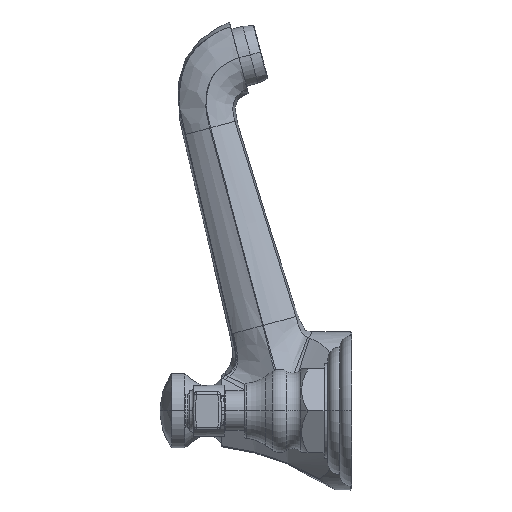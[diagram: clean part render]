
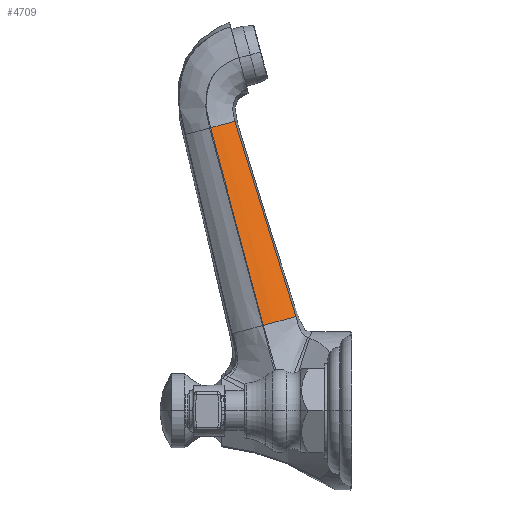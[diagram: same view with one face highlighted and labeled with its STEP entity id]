
A CAD part, left-side view. The second image highlights one B-rep face of the part: STEP entity #4709.
In plain terms, the highlighted free-form (B-spline) face has degree [3, 3] with [6, 7] control points.
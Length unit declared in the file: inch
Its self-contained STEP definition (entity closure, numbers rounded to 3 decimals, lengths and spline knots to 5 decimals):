
#311=CARTESIAN_POINT('',(-0.3732,1.83358,4.53495));
#312=CARTESIAN_POINT('',(-0.40356,1.87146,4.5248));
#313=CARTESIAN_POINT('',(-0.45845,1.95158,4.50333));
#314=CARTESIAN_POINT('',(-0.52042,2.08017,4.46887));
#315=CARTESIAN_POINT('',(-0.5482,2.17003,4.4448));
#316=CARTESIAN_POINT('',(-0.55849,2.21457,4.43286));
#358=CARTESIAN_POINT('',(-0.3732,1.83358,4.53495));
#1201=CARTESIAN_POINT('',(-0.39,0.87738,
1.476));
#1234=CARTESIAN_POINT('',(-0.62938,1.38781,
1.33923));
#1236=CARTESIAN_POINT('',(-0.62938,1.38781,
1.33923));
#1237=CARTESIAN_POINT('',(-0.62619,1.36445,
1.34551));
#1238=CARTESIAN_POINT('',(-0.61803,1.31792,
1.35818));
#1239=CARTESIAN_POINT('',(-0.60046,1.24887,
1.37683));
#1240=CARTESIAN_POINT('',(-0.57762,1.18105,
1.39493));
#1241=CARTESIAN_POINT('',(-0.54962,1.11493,
1.4125));
#1242=CARTESIAN_POINT('',(-0.51662,1.05104,
1.42973));
#1243=CARTESIAN_POINT('',(-0.47888,0.98975,
1.44613));
#1244=CARTESIAN_POINT('',(-0.43673,0.93151,
1.46161));
#1245=CARTESIAN_POINT('',(-0.40599,0.895,
1.47127));
#1246=CARTESIAN_POINT('',(-0.39,0.87738,
1.476));
#1267=CARTESIAN_POINT('',(-0.62938,1.38781,
1.33923));
#1268=CARTESIAN_POINT('',(-0.61558,1.47541,
1.66638));
#1269=CARTESIAN_POINT('',(-0.59051,1.66155,
2.36188));
#1270=CARTESIAN_POINT('',(-0.56675,1.93718,
3.39317));
#1271=CARTESIAN_POINT('',(-0.55975,2.12508,
4.09727));
#1272=CARTESIAN_POINT('',(-0.55849,2.21457,
4.43286));
#1274=CARTESIAN_POINT('',(-0.39,0.87738,
1.476));
#1275=CARTESIAN_POINT('',(-0.38957,0.89577,
1.53237));
#1276=CARTESIAN_POINT('',(-0.3883,0.9508,
1.70153));
#1277=CARTESIAN_POINT('',(-0.38467,1.11487,
2.20932));
#1278=CARTESIAN_POINT('',(-0.37976,1.36598,
3.00125));
#1279=CARTESIAN_POINT('',(-0.37596,1.61068,
3.79544));
#1280=CARTESIAN_POINT('',(-0.37399,1.76534,
4.3073));
#1281=CARTESIAN_POINT('',(-0.37339,1.81655,
4.47802));
#1282=CARTESIAN_POINT('',(-0.3732,1.83358,
4.53495));
#2009=VERTEX_POINT('',#1201);
#2013=VERTEX_POINT('',#1234);
#2041=VERTEX_POINT('',#358);
#2042=VERTEX_POINT('',#316);
#4659=CARTESIAN_POINT('',(-0.62938,1.38781,
1.33923));
#4660=CARTESIAN_POINT('',(-0.62216,1.43388,
1.51079));
#4661=CARTESIAN_POINT('',(-0.60215,1.57208,
2.02552));
#4662=CARTESIAN_POINT('',(-0.5771,1.80258,
2.88429));
#4663=CARTESIAN_POINT('',(-0.56316,2.03318,
3.74372));
#4664=CARTESIAN_POINT('',(-0.5598,2.17164,
4.25992));
#4665=CARTESIAN_POINT('',(-0.55923,2.21779,
4.432));
#4666=CARTESIAN_POINT('',(-0.62098,1.3262,
1.35573));
#4667=CARTESIAN_POINT('',(-0.61375,1.37349,
1.52697));
#4668=CARTESIAN_POINT('',(-0.59367,1.51518,
2.04076));
#4669=CARTESIAN_POINT('',(-0.56825,1.75067,
2.8982));
#4670=CARTESIAN_POINT('',(-0.55358,1.98515,
3.75659));
#4671=CARTESIAN_POINT('',(-0.54963,2.12543,
4.2723));
#4672=CARTESIAN_POINT('',(-0.54886,2.17214,
4.44423));
#4673=CARTESIAN_POINT('',(-0.5915,1.20305,
1.38874));
#4674=CARTESIAN_POINT('',(-0.58472,1.25277,
1.55932));
#4675=CARTESIAN_POINT('',(-0.56583,1.40145,
2.07123));
#4676=CARTESIAN_POINT('',(-0.54145,1.64698,
2.92599));
#4677=CARTESIAN_POINT('',(-0.52659,1.8893,
3.78227));
#4678=CARTESIAN_POINT('',(-0.52197,2.03333,
4.29698));
#4679=CARTESIAN_POINT('',(-0.5209,2.08117,
4.4686));
#4680=CARTESIAN_POINT('',(-0.51056,1.02937,
1.43527));
#4681=CARTESIAN_POINT('',(-0.50584,1.08231,
1.60499));
#4682=CARTESIAN_POINT('',(-0.4926,1.24024,
2.11442));
#4683=CARTESIAN_POINT('',(-0.47507,1.4993,
2.96556));
#4684=CARTESIAN_POINT('',(-0.46363,1.75259,
3.81889));
#4685=CARTESIAN_POINT('',(-0.45951,1.90205,
4.33215));
#4686=CARTESIAN_POINT('',(-0.45845,1.95158,
4.50333));
#4687=CARTESIAN_POINT('',(-0.43346,0.92528,
1.46316));
#4688=CARTESIAN_POINT('',(-0.43092,0.97982,
1.63245));
#4689=CARTESIAN_POINT('',(-0.42375,1.14242,
2.14063));
#4690=CARTESIAN_POINT('',(-0.41398,1.40859,
2.98986));
#4691=CARTESIAN_POINT('',(-0.40714,1.66809,
3.84153));
#4692=CARTESIAN_POINT('',(-0.40434,1.82087,
4.3539));
#4693=CARTESIAN_POINT('',(-0.40356,1.87146,
4.5248));
#4694=CARTESIAN_POINT('',(-0.39,0.87738,
1.476));
#4695=CARTESIAN_POINT('',(-0.38871,0.93253,
1.64512));
#4696=CARTESIAN_POINT('',(-0.38502,1.09695,
2.15281));
#4697=CARTESIAN_POINT('',(-0.37976,1.36599,
3.00128));
#4698=CARTESIAN_POINT('',(-0.37569,1.62818,
3.85222));
#4699=CARTESIAN_POINT('',(-0.37378,1.78249,
4.36418));
#4700=CARTESIAN_POINT('',(-0.3732,1.83358,
4.53495));
#4701=B_SPLINE_SURFACE_WITH_KNOTS('',3,3,((#4659,#4660,#4661,#4662,#4663,#4664,
#4665),(#4666,#4667,#4668,#4669,#4670,#4671,#4672),(#4673,#4674,#4675,#4676,
#4677,#4678,#4679),(#4680,#4681,#4682,#4683,#4684,#4685,#4686),(#4687,#4688,
#4689,#4690,#4691,#4692,#4693),(#4694,#4695,#4696,#4697,#4698,#4699,#4700)),
.UNSPECIFIED.,.F.,.F.,.F.,(4,1,1,4),(4,1,1,1,4),(0.0081,
0.33333,0.66667,1.),(0.,
0.1665,0.49949,0.83316,1.),
.UNSPECIFIED.);
#4702=ORIENTED_EDGE('',*,*,#4653,.T.);
#4703=ORIENTED_EDGE('',*,*,#2955,.F.);
#4705=ORIENTED_EDGE('',*,*,#4704,.F.);
#4706=ORIENTED_EDGE('',*,*,#4550,.F.);
#4707=EDGE_LOOP('',(#4702,#4703,#4705,#4706));
#4708=FACE_OUTER_BOUND('',#4707,.F.);
#4709=ADVANCED_FACE('',(#4708),#4701,.T.);
#317=B_SPLINE_CURVE_WITH_KNOTS('',3,(#311,#312,#313,#314,#315,#316),
.UNSPECIFIED.,.F.,.F.,(4,1,1,4),(0.,0.33867,0.67734,1.),
.UNSPECIFIED.);
#1247=B_SPLINE_CURVE_WITH_KNOTS('',3,(#1236,#1237,#1238,#1239,#1240,#1241,#1242,
#1243,#1244,#1245,#1246),.UNSPECIFIED.,.F.,.F.,(4,1,1,1,1,1,1,1,4),(0.,
0.125,0.25,0.375,0.5,0.625,0.75,0.875,1.),.UNSPECIFIED.);
#1273=B_SPLINE_CURVE_WITH_KNOTS('',3,(#1267,#1268,#1269,#1270,#1271,#1272),
.UNSPECIFIED.,.F.,.F.,(4,1,1,4),(0.,0.31745,0.67471,1.),
.UNSPECIFIED.);
#1283=B_SPLINE_CURVE_WITH_KNOTS('',3,(#1274,#1275,#1276,#1277,#1278,#1279,#1280,
#1281,#1282),.UNSPECIFIED.,.F.,.F.,(4,1,1,1,1,1,4),(0.,0.0555,
0.1665,0.4995,0.83317,0.94439,1.),
.UNSPECIFIED.);
#2955=EDGE_CURVE('',#2041,#2042,#317,.T.);
#4550=EDGE_CURVE('',#2013,#2009,#1247,.T.);
#4653=EDGE_CURVE('',#2013,#2042,#1273,.T.);
#4704=EDGE_CURVE('',#2009,#2041,#1283,.T.);
